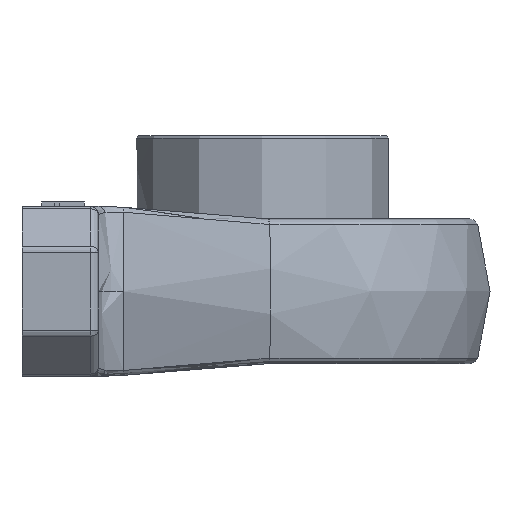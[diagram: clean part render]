
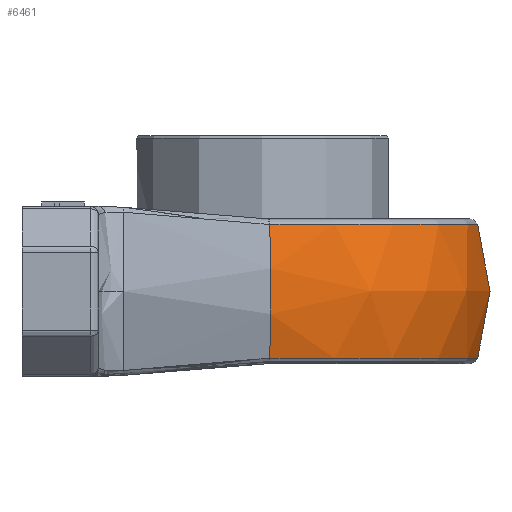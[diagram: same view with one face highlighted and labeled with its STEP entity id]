
A CAD part, left-side view. The second image highlights one B-rep face of the part: STEP entity #6461.
In plain terms, the highlighted free-form (B-spline) face has degree [2, 2] with [3, 5] control points.
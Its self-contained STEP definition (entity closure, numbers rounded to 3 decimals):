
#1327=(
BOUNDED_SURFACE()
B_SPLINE_SURFACE(2,2,((#10728,#10729,#10730,#10731,#10732),(#10733,#10734,
#10735,#10736,#10737),(#10738,#10739,#10740,#10741,#10742)),
 .UNSPECIFIED.,.F.,.F.,.F.)
B_SPLINE_SURFACE_WITH_KNOTS((3,3),(3,2,3),(-0.365,0.365),
(-3.107,-1.571,-0.035),.UNSPECIFIED.)
GEOMETRIC_REPRESENTATION_ITEM()
RATIONAL_B_SPLINE_SURFACE(((1.,0.719,1.,0.719,1.),
(0.934,0.672,0.934,0.672,
0.934),(1.,0.719,1.,0.719,1.)))
REPRESENTATION_ITEM($)
SURFACE()
);
#1650=FACE_OUTER_BOUND($,#2061,.T.);
#2061=EDGE_LOOP($,(#4514,#4515,#4516,#4517));
#2404=CIRCLE($,#6862,22.);
#2431=CIRCLE($,#6903,25.299);
#2433=CIRCLE($,#6905,25.299);
#2434=CIRCLE($,#6906,22.);
#2804=VERTEX_POINT($,#9910);
#2805=VERTEX_POINT($,#9912);
#2839=VERTEX_POINT($,#10720);
#2841=VERTEX_POINT($,#10743);
#3415=EDGE_CURVE($,#2804,#2805,#2404,.T.);
#3479=EDGE_CURVE($,#2805,#2839,#2431,.T.);
#3481=EDGE_CURVE($,#2804,#2841,#2433,.T.);
#3482=EDGE_CURVE($,#2841,#2839,#2434,.T.);
#4514=ORIENTED_EDGE($,*,*,#3415,.F.);
#4515=ORIENTED_EDGE($,*,*,#3481,.T.);
#4516=ORIENTED_EDGE($,*,*,#3482,.T.);
#4517=ORIENTED_EDGE($,*,*,#3479,.F.);
#6461=ADVANCED_FACE($,(#1650),#1327,.F.);
#6862=AXIS2_PLACEMENT_3D($,#9913,#7703,#7704);
#6903=AXIS2_PLACEMENT_3D($,#10726,#7797,#7798);
#6905=AXIS2_PLACEMENT_3D($,#10744,#7801,#7802);
#6906=AXIS2_PLACEMENT_3D($,#10745,#7803,#7804);
#7703=DIRECTION('center_axis',(-0.035,0.999,0.));
#7704=DIRECTION('ref_axis',(-0.933,-0.033,-0.357));
#7797=DIRECTION('center_axis',(0.,0.,1.));
#7798=DIRECTION('ref_axis',(-0.999,-0.035,0.));
#7801=DIRECTION('center_axis',(0.,0.,1.));
#7802=DIRECTION('ref_axis',(-0.999,-0.035,0.));
#7803=DIRECTION('center_axis',(-0.035,-0.999,0.));
#7804=DIRECTION('ref_axis',(0.933,-0.033,-0.357));
#9910=CARTESIAN_POINT('',(-25.284,-0.883,-7.857));
#9912=CARTESIAN_POINT('',(-25.284,-0.883,7.857));
#9913=CARTESIAN_POINT('Origin',(-4.747,-0.166,0.));
#10720=CARTESIAN_POINT('',(25.284,-0.883,7.857));
#10726=CARTESIAN_POINT('Origin',(0.,0.,7.857));
#10728=CARTESIAN_POINT('Ctrl Pts',(25.284,-0.883,
7.857));
#10729=CARTESIAN_POINT('Ctrl Pts',(24.431,-25.299,7.857));
#10730=CARTESIAN_POINT('Ctrl Pts',(0.,-25.299,
7.857));
#10731=CARTESIAN_POINT('Ctrl Pts',(-24.431,-25.299,
7.857));
#10732=CARTESIAN_POINT('Ctrl Pts',(-25.284,-0.883,
7.857));
#10733=CARTESIAN_POINT('Ctrl Pts',(28.286,-0.988,0.));
#10734=CARTESIAN_POINT('Ctrl Pts',(27.332,-28.303,0.));
#10735=CARTESIAN_POINT('Ctrl Pts',(0.,-28.303,
0.));
#10736=CARTESIAN_POINT('Ctrl Pts',(-27.332,-28.303,
0.));
#10737=CARTESIAN_POINT('Ctrl Pts',(-28.286,-0.988,
0.));
#10738=CARTESIAN_POINT('Ctrl Pts',(25.284,-0.883,
-7.857));
#10739=CARTESIAN_POINT('Ctrl Pts',(24.431,-25.299,-7.857));
#10740=CARTESIAN_POINT('Ctrl Pts',(0.,-25.299,
-7.857));
#10741=CARTESIAN_POINT('Ctrl Pts',(-24.431,-25.299,
-7.857));
#10742=CARTESIAN_POINT('Ctrl Pts',(-25.284,-0.883,
-7.857));
#10743=CARTESIAN_POINT('',(25.284,-0.883,-7.857));
#10744=CARTESIAN_POINT('Origin',(0.,0.,-7.857));
#10745=CARTESIAN_POINT('Origin',(4.747,-0.166,0.));
